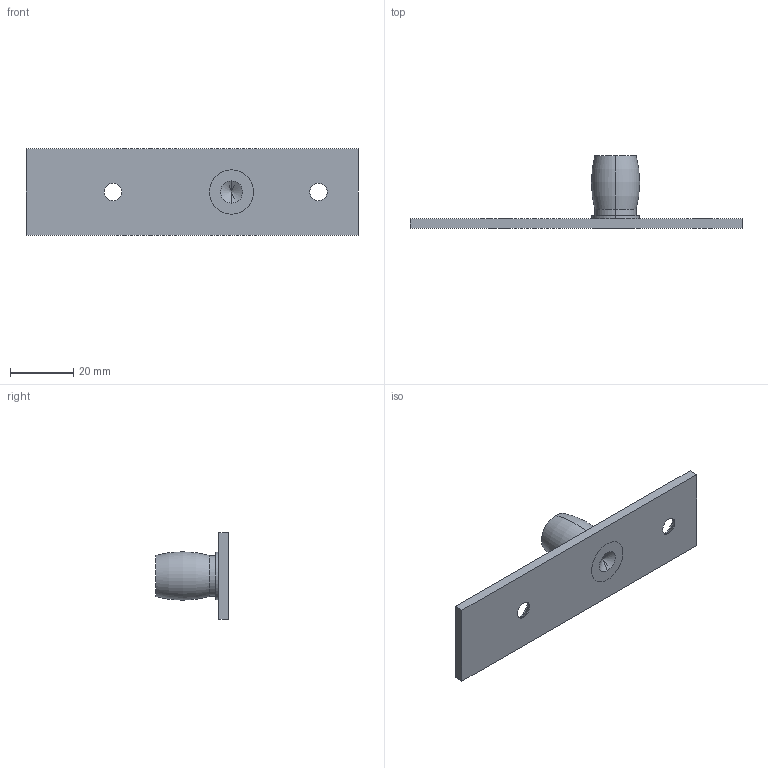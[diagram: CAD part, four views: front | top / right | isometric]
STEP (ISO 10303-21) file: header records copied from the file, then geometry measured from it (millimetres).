
FILE_DESCRIPTION (( 'STEP AP203' ), '1' );
FILE_NAME ('GS-304_ZP-802_S.STEP', '2019-03-27T08:41:20', ( '' ), ( '' ), 'SwSTEP 2.0', 'SolidWorks 2018', '' );
FILE_SCHEMA (( 'CONFIG_CONTROL_DESIGN' ));
Length unit declared in the file: millimetre
Products named in the file (3): GS-304_ZP-802_S.P2; GS-304_ZP-802_S; GS-304_ZP-802_S.P1
Assembly tree (2 placements, depth 2):
  GS-304_ZP-802_S
    GS-304_ZP-802_S.P1
    GS-304_ZP-802_S.P2
Bounding box: 105 x 23 x 27.5 mm (x, y, z)
Volume: 11598.9 mm3; surface area: 7953 mm2
Topology: 2 solids, 2 shells, 38 faces, 82 edges, 49 vertices
Faces by surface type: cylinder 16, cone 10, plane 10, torus 2
Entity records: 1339 total; most frequent: DIRECTION 208, CARTESIAN_POINT 172, ORIENTED_EDGE 160, AXIS2_PLACEMENT_3D 85, EDGE_CURVE 80, VERTEX_POINT 49, EDGE_LOOP 47, CIRCLE 42
